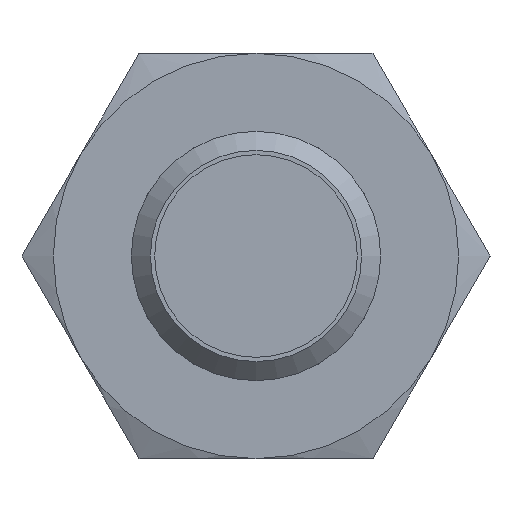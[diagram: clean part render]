
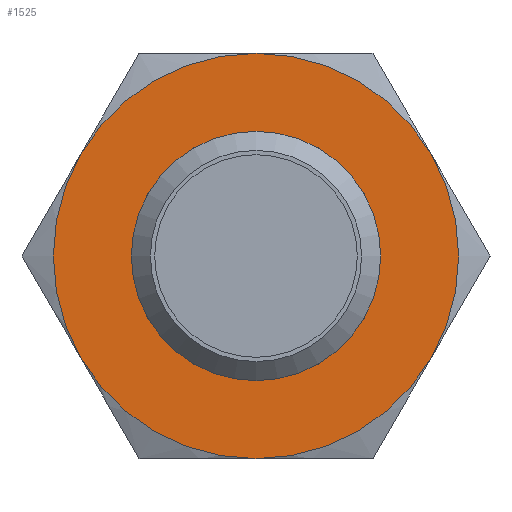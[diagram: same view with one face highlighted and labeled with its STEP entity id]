
A CAD part, left-side view. The second image highlights one B-rep face of the part: STEP entity #1525.
In plain terms, the highlighted planar face has unit normal (-1, 0, 0).
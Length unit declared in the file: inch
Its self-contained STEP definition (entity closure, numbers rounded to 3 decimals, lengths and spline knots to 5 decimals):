
#26 = DIRECTION ( 'NONE',  ( 1., 0., 0. ) ) ;
#83 = VERTEX_POINT ( 'NONE', #765 ) ;
#107 = AXIS2_PLACEMENT_3D ( 'NONE', #1943, #1462, #660 ) ;
#109 = ORIENTED_EDGE ( 'NONE', *, *, #1988, .F. ) ;
#124 = CIRCLE ( 'NONE', #2068, 0.25591 ) ;
#190 = FACE_OUTER_BOUND ( 'NONE', #2035, .T. ) ;
#223 = CARTESIAN_POINT ( 'NONE',  ( 0.31299, 0.22162, -0.12795 ) ) ;
#258 = DIRECTION ( 'NONE',  ( 0., 1., 0. ) ) ;
#265 = EDGE_CURVE ( 'NONE', #585, #1049, #124, .T. ) ;
#389 = VERTEX_POINT ( 'NONE', #223 ) ;
#406 = AXIS2_PLACEMENT_3D ( 'NONE', #2011, #1844, #556 ) ;
#425 = DIRECTION ( 'NONE',  ( 1., 0., 0. ) ) ;
#442 = CIRCLE ( 'NONE', #1744, 0.25591 ) ;
#472 = VERTEX_POINT ( 'NONE', #2110 ) ;
#489 = CARTESIAN_POINT ( 'NONE',  ( 0.31299, 0., 0. ) ) ;
#523 = CARTESIAN_POINT ( 'NONE',  ( 0.31299, -0.25591, 0. ) ) ;
#535 = EDGE_CURVE ( 'NONE', #1841, #389, #1591, .T. ) ;
#556 = DIRECTION ( 'NONE',  ( 0., 0., -1. ) ) ;
#585 = VERTEX_POINT ( 'NONE', #1773 ) ;
#660 = DIRECTION ( 'NONE',  ( 0., 0., 1. ) ) ;
#685 = AXIS2_PLACEMENT_3D ( 'NONE', #1251, #791, #258 ) ;
#697 = CARTESIAN_POINT ( 'NONE',  ( 0.31299, 0., 0. ) ) ;
#761 = VERTEX_POINT ( 'NONE', #1226 ) ;
#765 = CARTESIAN_POINT ( 'NONE',  ( 0.31299, 0., -0.15748 ) ) ;
#791 = DIRECTION ( 'NONE',  ( 1., 0., 0. ) ) ;
#835 = ORIENTED_EDGE ( 'NONE', *, *, #1786, .F. ) ;
#850 = FACE_BOUND ( 'NONE', #1742, .T. ) ;
#856 = ORIENTED_EDGE ( 'NONE', *, *, #1397, .F. ) ;
#864 = ORIENTED_EDGE ( 'NONE', *, *, #1828, .F. ) ;
#866 = ORIENTED_EDGE ( 'NONE', *, *, #535, .F. ) ;
#910 = ORIENTED_EDGE ( 'NONE', *, *, #1390, .F. ) ;
#938 = AXIS2_PLACEMENT_3D ( 'NONE', #523, #1616, #1360 ) ;
#1001 = DIRECTION ( 'NONE',  ( 1., 0., 0. ) ) ;
#1002 = CIRCLE ( 'NONE', #1209, 0.25591 ) ;
#1049 = VERTEX_POINT ( 'NONE', #2026 ) ;
#1093 = CARTESIAN_POINT ( 'NONE',  ( 0.31299, 0., 0. ) ) ;
#1095 = ORIENTED_EDGE ( 'NONE', *, *, #265, .F. ) ;
#1151 = CARTESIAN_POINT ( 'NONE',  ( 0.31299, 0., 0. ) ) ;
#1195 = CIRCLE ( 'NONE', #406, 0.15748 ) ;
#1209 = AXIS2_PLACEMENT_3D ( 'NONE', #489, #26, #1314 ) ;
#1226 = CARTESIAN_POINT ( 'NONE',  ( 0.31299, -0.22162, -0.12795 ) ) ;
#1251 = CARTESIAN_POINT ( 'NONE',  ( 0.31299, 0., 0. ) ) ;
#1314 = DIRECTION ( 'NONE',  ( 0., 1., 0. ) ) ;
#1360 = DIRECTION ( 'NONE',  ( 0., 0., 1. ) ) ;
#1390 = EDGE_CURVE ( 'NONE', #472, #585, #1473, .T. ) ;
#1397 = EDGE_CURVE ( 'NONE', #1049, #761, #1002, .T. ) ;
#1424 = DIRECTION ( 'NONE',  ( 0., 0., 1. ) ) ;
#1462 = DIRECTION ( 'NONE',  ( 1., 0., 0. ) ) ;
#1473 = CIRCLE ( 'NONE', #107, 0.25591 ) ;
#1493 = DIRECTION ( 'NONE',  ( 0., 0., 1. ) ) ;
#1525 = ADVANCED_FACE ( 'NONE', ( #190, #850 ), #1993, .F. ) ;
#1542 = CARTESIAN_POINT ( 'NONE',  ( 0.31299, 0., -0.25591 ) ) ;
#1583 = DIRECTION ( 'NONE',  ( 1., 0., 0. ) ) ;
#1591 = CIRCLE ( 'NONE', #1618, 0.25591 ) ;
#1616 = DIRECTION ( 'NONE',  ( 1., 0., 0. ) ) ;
#1618 = AXIS2_PLACEMENT_3D ( 'NONE', #1093, #1583, #1424 ) ;
#1742 = EDGE_LOOP ( 'NONE', ( #864 ) ) ;
#1744 = AXIS2_PLACEMENT_3D ( 'NONE', #697, #425, #2054 ) ;
#1773 = CARTESIAN_POINT ( 'NONE',  ( 0.31299, 0., 0.25591 ) ) ;
#1786 = EDGE_CURVE ( 'NONE', #761, #1841, #442, .T. ) ;
#1806 = CIRCLE ( 'NONE', #685, 0.25591 ) ;
#1828 = EDGE_CURVE ( 'NONE', #83, #83, #1195, .T. ) ;
#1841 = VERTEX_POINT ( 'NONE', #1542 ) ;
#1844 = DIRECTION ( 'NONE',  ( -1., 0., 0. ) ) ;
#1943 = CARTESIAN_POINT ( 'NONE',  ( 0.31299, 0., 0. ) ) ;
#1988 = EDGE_CURVE ( 'NONE', #389, #472, #1806, .T. ) ;
#1993 = PLANE ( 'NONE',  #938 ) ;
#2011 = CARTESIAN_POINT ( 'NONE',  ( 0.31299, 0., 0. ) ) ;
#2026 = CARTESIAN_POINT ( 'NONE',  ( 0.31299, -0.22162, 0.12795 ) ) ;
#2035 = EDGE_LOOP ( 'NONE', ( #856, #1095, #910, #109, #866, #835 ) ) ;
#2054 = DIRECTION ( 'NONE',  ( 0., 0., 1. ) ) ;
#2068 = AXIS2_PLACEMENT_3D ( 'NONE', #1151, #1001, #1493 ) ;
#2110 = CARTESIAN_POINT ( 'NONE',  ( 0.31299, 0.22162, 0.12795 ) ) ;
